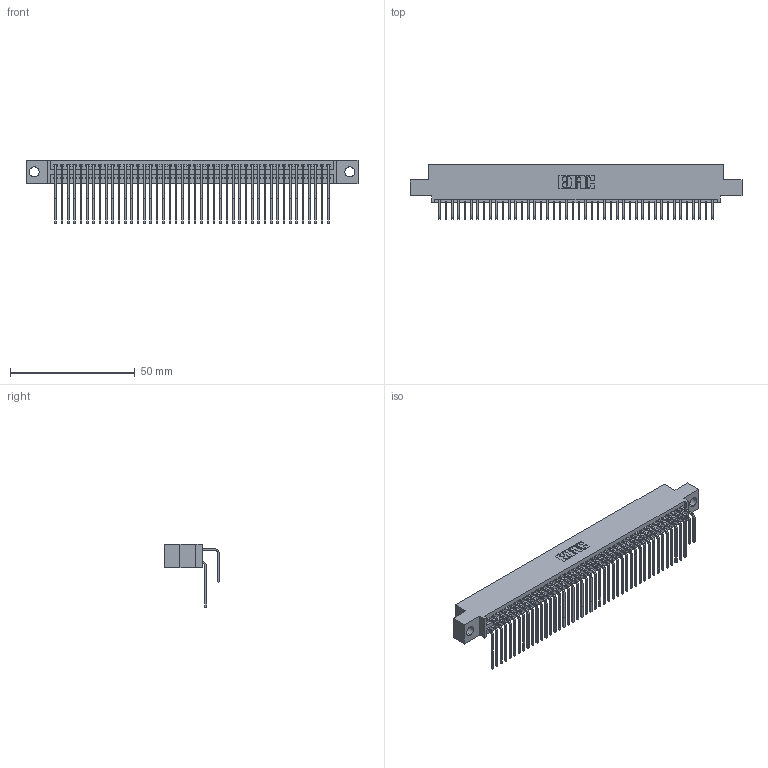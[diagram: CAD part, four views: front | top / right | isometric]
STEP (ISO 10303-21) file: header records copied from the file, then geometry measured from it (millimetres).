
FILE_DESCRIPTION (( 'STEP AP203' ), '1' );
FILE_NAME ('345-088-558-504.STEP', '2018-10-04T15:00:25', ( '' ), ( '' ), 'SwSTEP 2.0', 'SolidWorks 2016', '' );
FILE_SCHEMA (( 'CONFIG_CONTROL_DESIGN' ));
Length unit declared in the file: inch
Products named in the file (4): 345-292-001_558 Tail - 2; 345 Part_0.110 Offset - 0.156 Dia-TH; 345-292-001_558 559 Tail - 1; 345-088-558-504
Assembly tree (89 placements, depth 2):
  345-088-558-504
    345 Part_0.110 Offset - 0.156 Dia-TH
    345-292-001_558 559 Tail - 1  x44
    345-292-001_558 Tail - 2  x44
Bounding box: 132.97 x 21.83 x 25.53 mm (x, y, z)
Volume: 13281.7 mm3; surface area: 21966.5 mm2
Topology: 89 solids, 89 shells, 4706 faces, 13993 edges, 9210 vertices
Faces by surface type: plane 3164, cylinder 1542
Entity records: 36041 total; most frequent: CARTESIAN_POINT 6087, ORIENTED_EDGE 5970, DIRECTION 5337, EDGE_CURVE 2985, VECTOR 2637, LINE 2637, VERTEX_POINT 1986, AXIS2_PLACEMENT_3D 1350
